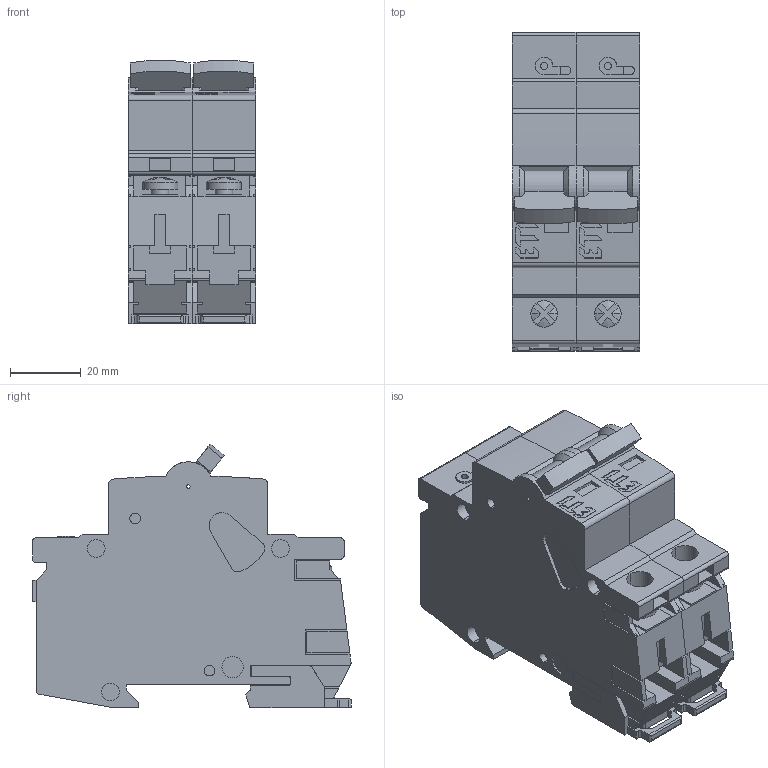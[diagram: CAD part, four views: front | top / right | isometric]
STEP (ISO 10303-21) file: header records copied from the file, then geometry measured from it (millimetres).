
FILE_DESCRIPTION((''),'2;1');
FILE_NAME('KK_ASM','2021-08-24T',('marketing.praksa'),('Audax d.o.o.'),'CREO PARAMETRIC BY PTC INC, 2017480','CREO PARAMETRIC BY PTC INC, 2017480','');
FILE_SCHEMA(('AUTOMOTIVE_DESIGN { 1 0 10303 214 1 1 1 1 }'));
Length unit declared in the file: millimetre
Products named in the file (20): ETIMAT_11-QC_AF0_1_1; DZWIGNIA_ETIMAT11_1_1; ZAPINKA_ETIMAT10_1_1; ALUMINIJ; SCREW; PRT9542; PRT9543; ETIMAT_11-QC_AF0_1_1_1_1; DZWIGNIA_ETIMAT11_1_1_1_1; ZAPINKA_ETIMAT10_1_1_1_1; ALUMINIJ_1; SCREW_1; PRT9542_1; PRT9543_1_1; PRT9543_1_2; PRT9543_1_3; PRT9543_1_ASM; KK_ASM_1_1_ASM; PRT1_ASM; KK_ASM
Assembly tree (19 placements, depth 5):
  KK_ASM
    ETIMAT_11-QC_AF0_1_1
    DZWIGNIA_ETIMAT11_1_1
    ZAPINKA_ETIMAT10_1_1
    ALUMINIJ
    SCREW
    PRT9542
    PRT9543
    PRT1_ASM
      KK_ASM_1_1_ASM
        ETIMAT_11-QC_AF0_1_1_1_1
        DZWIGNIA_ETIMAT11_1_1_1_1
        ZAPINKA_ETIMAT10_1_1_1_1
        ALUMINIJ_1
        SCREW_1
        PRT9542_1
        PRT9543_1_ASM
          PRT9543_1_1
          PRT9543_1_2
          PRT9543_1_3
Bounding box: 36 x 90.09 x 74.47 mm (x, y, z)
Volume: 161380.2 mm3; surface area: 43899.2 mm2
Topology: 18 solids, 18 shells, 914 faces, 2557 edges, 1717 vertices
Faces by surface type: plane 620, cylinder 286, cone 4, bspline 4
Entity records: 42957 total; most frequent: CARTESIAN_POINT 6433, ORIENTED_EDGE 5114, DIRECTION 4902, PRESENTATION_STYLE_ASSIGNMENT 3076, STYLED_ITEM 3076, CURVE_STYLE 2557, EDGE_CURVE 2557, VECTOR 1804
